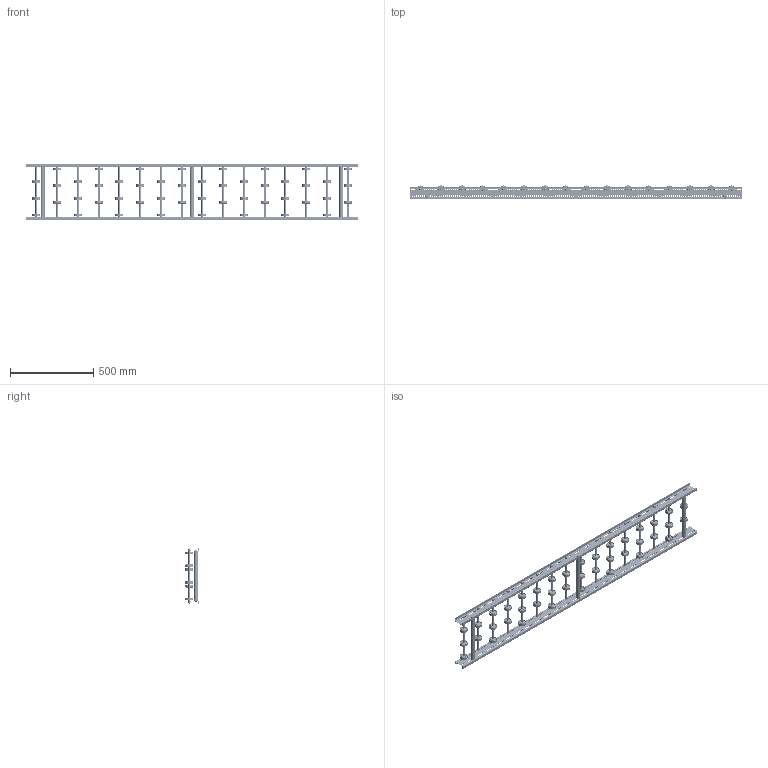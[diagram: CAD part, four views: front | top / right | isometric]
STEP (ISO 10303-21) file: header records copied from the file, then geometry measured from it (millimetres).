
FILE_DESCRIPTION (( 'STEP AP214' ), '1' );
FILE_NAME ('0052290.step', '2021-10-26T13:16:51', ( '' ), ( '' ), 'SwSTEP 2.0', 'SolidWorks 2020', '' );
FILE_SCHEMA (( 'AUTOMOTIVE_DESIGN' ));
Length unit declared in the file: millimetre
Products named in the file (9): Röllchenachse-für-Konfiguration_EL300; Hutmutter_DIN_1587_M8; S100994_Sperrzahnschraube_M08x16-8.8-A2K; 0052290; S106837_Gewindestange-M8-KFG_L320; 0046278_KB-ROHR-12X1,75mm_KFG_L76; Traversen_KFG_L300; Profil_LRB-20x70x20x2_KFG_S100202_U-PROFIL-20-70-20-2-LRB-L=2000; 0011532_2300-48-8
Assembly tree (66 placements, depth 3):
  0052290
    Profil_LRB-20x70x20x2_KFG_S100202_U-PROFIL-20-70-20-2-LRB-L=2000  x2
    S100994_Sperrzahnschraube_M08x16-8.8-A2K  x6
    Traversen_KFG_L300  x3
    Röllchenachse-für-Konfiguration_EL300  x16
      S106837_Gewindestange-M8-KFG_L320
      0011532_2300-48-8
      0046278_KB-ROHR-12X1,75mm_KFG_L76
    Hutmutter_DIN_1587_M8  x32
Bounding box: 2000 x 79 x 340 mm (x, y, z)
Volume: 2282846.4 mm3; surface area: 1829718.5 mm2
Topology: 161 solids, 161 shells, 6290 faces, 14132 edges, 8556 vertices
Faces by surface type: cylinder 2564, torus 1560, plane 1074, cone 1060, bspline 32
Entity records: 30302 total; most frequent: DIRECTION 5561, CARTESIAN_POINT 5174, ORIENTED_EDGE 4656, AXIS2_PLACEMENT_3D 2405, EDGE_CURVE 2328, VERTEX_POINT 1522, EDGE_LOOP 1498, CIRCLE 1497
